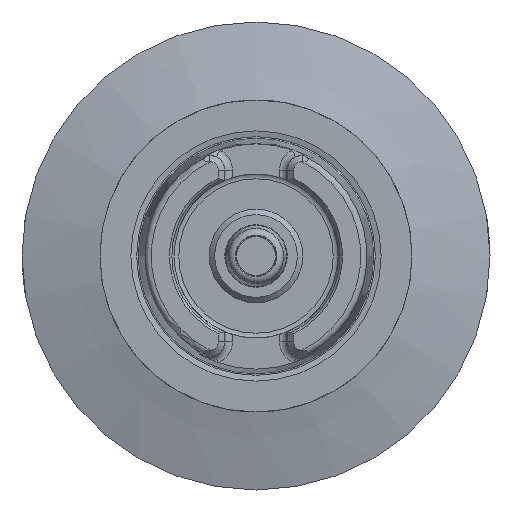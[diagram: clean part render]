
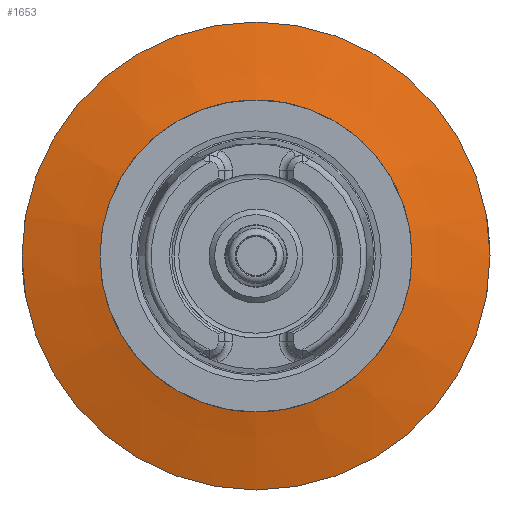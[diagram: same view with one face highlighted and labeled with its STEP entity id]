
A CAD part, left-side view. The second image highlights one B-rep face of the part: STEP entity #1653.
In plain terms, the highlighted conical face has half-angle 75 degrees and reference radius 23.375 mm.
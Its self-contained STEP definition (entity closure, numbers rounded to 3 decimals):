
#1611=CARTESIAN_POINT('',(35.,0.0,-16.75));
#1612=VERTEX_POINT('',#1611);
#1613=CARTESIAN_POINT('',(35.,0.0,0.));
#1614=DIRECTION('',(1.0,0.0,0.0));
#1615=DIRECTION('',(0.0,0.0,-1.0));
#1616=AXIS2_PLACEMENT_3D('',#1613,#1614,#1615);
#1617=CIRCLE('',#1616,16.75);
#1618=EDGE_CURVE('',#1612,#1612,#1617,.T.);
#1634=CARTESIAN_POINT('',(36.775,0.0,0.));
#1635=DIRECTION('',(1.0,0.0,0.));
#1636=DIRECTION('',(0.0,0.0,-1.0));
#1637=AXIS2_PLACEMENT_3D('',#1634,#1635,#1636);
#1638=CONICAL_SURFACE('',#1637,23.375,75.);
#1639=CARTESIAN_POINT('',(38.55,0.0,-30.));
#1640=VERTEX_POINT('',#1639);
#1641=CARTESIAN_POINT('',(38.55,0.0,0.));
#1642=DIRECTION('',(1.0,0.0,0.0));
#1643=DIRECTION('',(0.0,0.0,-1.0));
#1644=AXIS2_PLACEMENT_3D('',#1641,#1642,#1643);
#1645=CIRCLE('',#1644,30.);
#1646=EDGE_CURVE('',#1640,#1640,#1645,.T.);
#1647=ORIENTED_EDGE('',*,*,#1646,.F.);
#1648=EDGE_LOOP('',(#1647));
#1649=FACE_OUTER_BOUND('',#1648,.T.);
#1650=ORIENTED_EDGE('',*,*,#1618,.T.);
#1651=EDGE_LOOP('',(#1650));
#1652=FACE_BOUND('',#1651,.T.);
#1653=ADVANCED_FACE('',(#1649,#1652),#1638,.T.);
